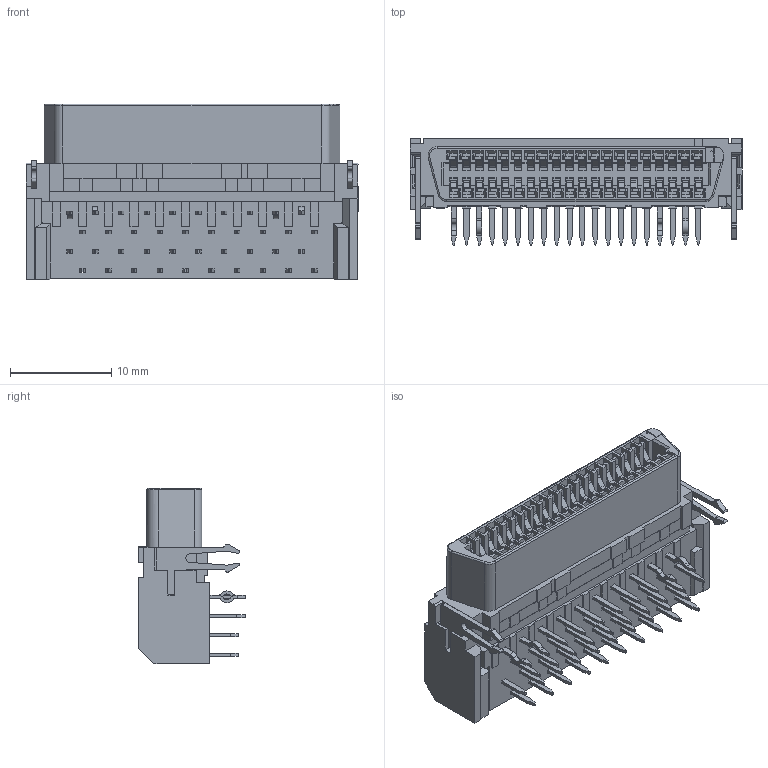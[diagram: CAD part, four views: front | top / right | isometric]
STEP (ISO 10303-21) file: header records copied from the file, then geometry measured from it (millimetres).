
FILE_DESCRIPTION( ('This file contains a STEP AP42 implementation' ,'as created by ZW3D STEP Interface translator.') ,'2;1' );
FILE_NAME( '6321D-XXXRDXXPXX01.stp' ,'231027.143630', (''), ('ZWCAD Software Co.'), 'Version 1.0', 'ZW3D to STEP translator', '' );
FILE_SCHEMA(('AUTOMOTIVE_DESIGN { 1 0 10303 214 1 1 1 1 }'));
Length unit declared in the file: millimetre
Products named in the file (1): 0
Bounding box: 32.73 x 10.5 x 17.3 mm (x, y, z)
Volume: 1964.9 mm3; surface area: 3975 mm2
Topology: 1 solids, 1 shells, 2569 faces, 7317 edges, 4757 vertices
Faces by surface type: plane 1975, bspline 561, cylinder 33
Entity records: 93036 total; most frequent: CARTESIAN_POINT 27210, ORIENTED_EDGE 14634, DIRECTION 10692, EDGE_CURVE 7317, VECTOR 6196, LINE 6196, VERTEX_POINT 4757, EDGE_LOOP 2720
